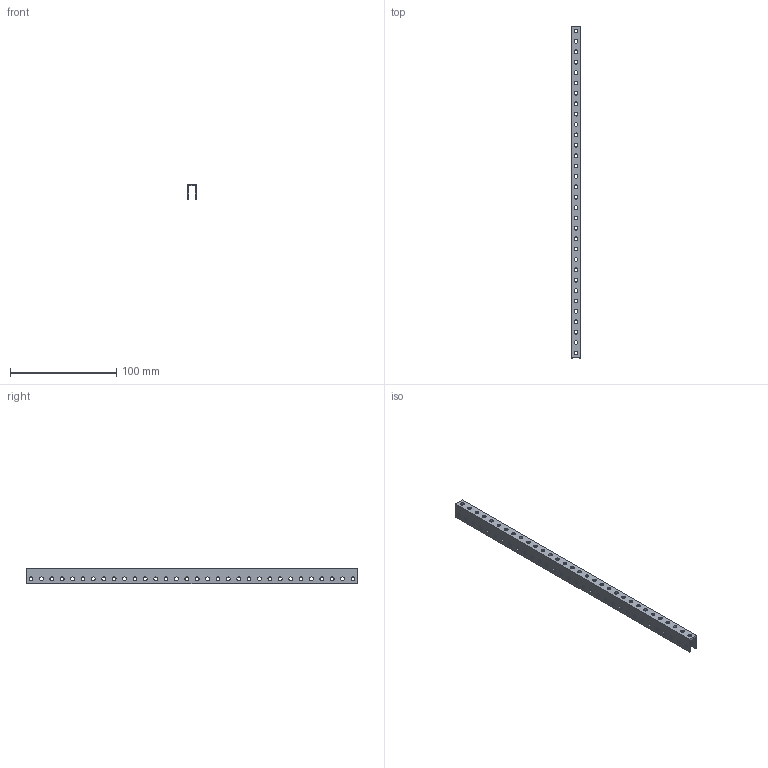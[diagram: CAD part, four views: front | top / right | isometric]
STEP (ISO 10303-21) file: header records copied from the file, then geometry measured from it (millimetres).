
FILE_DESCRIPTION (( 'STEP AP203' ), '1' );
FILE_NAME ('585398.STEP', '2014-07-14T19:50:03', ( 'Kyle' ), ( 'Microsoft' ), 'SwSTEP 2.0', 'SolidWorks 2014', '' );
FILE_SCHEMA (( 'CONFIG_CONTROL_DESIGN' ));
Length unit declared in the file: inch
Products named in the file (1): 585398
Bounding box: 9.4 x 312.67 x 14.86 mm (x, y, z)
Volume: 15733.4 mm3; surface area: 23343.3 mm2
Topology: 1 solids, 1 shells, 206 faces, 612 edges, 408 vertices
Faces by surface type: cylinder 196, plane 10
Entity records: 7611 total; most frequent: DIRECTION 1418, CARTESIAN_POINT 1227, ORIENTED_EDGE 1224, EDGE_CURVE 612, AXIS2_PLACEMENT_3D 599, VERTEX_POINT 408, EDGE_LOOP 398, CIRCLE 392
